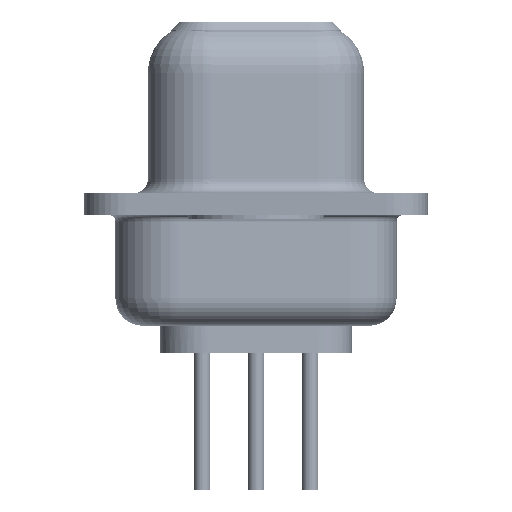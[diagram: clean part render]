
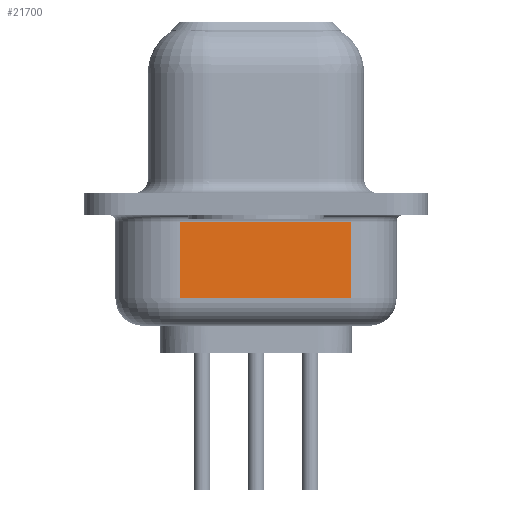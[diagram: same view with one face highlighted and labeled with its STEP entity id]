
A CAD part, left-side view. The second image highlights one B-rep face of the part: STEP entity #21700.
In plain terms, the highlighted planar face has unit normal (-0.985, -0.174, 0).
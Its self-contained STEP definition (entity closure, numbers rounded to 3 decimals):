
#59 = EDGE_CURVE ( 'NONE', #31033, #1063, #30512, .T. ) ;
#175 = LINE ( 'NONE', #19467, #12835 ) ;
#1029 = VECTOR ( 'NONE', #17499, 1000. ) ;
#1063 = VERTEX_POINT ( 'NONE', #18922 ) ;
#1723 = PLANE ( 'NONE',  #1849 ) ;
#1849 = AXIS2_PLACEMENT_3D ( 'NONE', #16603, #26100, #4437 ) ;
#3046 = ORIENTED_EDGE ( 'NONE', *, *, #10885, .T. ) ;
#3692 = VECTOR ( 'NONE', #18630, 1000. ) ;
#3973 = DIRECTION ( 'NONE',  ( -0.174, 0.985, 0. ) ) ;
#4014 = ORIENTED_EDGE ( 'NONE', *, *, #28799, .F. ) ;
#4437 = DIRECTION ( 'NONE',  ( -0.174, 0.985, 0. ) ) ;
#4982 = CARTESIAN_POINT ( 'NONE',  ( 2.84, 2.788, -3.45 ) ) ;
#5771 = CARTESIAN_POINT ( 'NONE',  ( 3.946, -3.482, -3.45 ) ) ;
#6061 = VERTEX_POINT ( 'NONE', #4982 ) ;
#6421 = ORIENTED_EDGE ( 'NONE', *, *, #14381, .T. ) ;
#9788 = EDGE_LOOP ( 'NONE', ( #4014, #3046, #6421, #22469 ) ) ;
#10885 = EDGE_CURVE ( 'NONE', #6061, #15182, #20011, .T. ) ;
#12835 = VECTOR ( 'NONE', #29112, 1000. ) ;
#13704 = CARTESIAN_POINT ( 'NONE',  ( 3.946, -3.482, -4.45 ) ) ;
#14233 = FACE_OUTER_BOUND ( 'NONE', #9788, .T. ) ;
#14381 = EDGE_CURVE ( 'NONE', #15182, #31033, #20657, .T. ) ;
#14887 = CARTESIAN_POINT ( 'NONE',  ( 3.946, -3.482, -0.65 ) ) ;
#15182 = VERTEX_POINT ( 'NONE', #5771 ) ;
#16298 = CARTESIAN_POINT ( 'NONE',  ( 2.84, 2.788, -0.65 ) ) ;
#16603 = CARTESIAN_POINT ( 'NONE',  ( 2.84, 2.788, -4.45 ) ) ;
#17499 = DIRECTION ( 'NONE',  ( 0.174, -0.985, 0. ) ) ;
#18630 = DIRECTION ( 'NONE',  ( 0., 0., 1. ) ) ;
#18922 = CARTESIAN_POINT ( 'NONE',  ( 2.84, 2.788, -0.65 ) ) ;
#19467 = CARTESIAN_POINT ( 'NONE',  ( 2.84, 2.788, -4.45 ) ) ;
#20011 = LINE ( 'NONE', #27281, #1029 ) ;
#20657 = LINE ( 'NONE', #13704, #3692 ) ;
#21700 = ADVANCED_FACE ( 'NONE', ( #14233 ), #1723, .F. ) ;
#22469 = ORIENTED_EDGE ( 'NONE', *, *, #59, .T. ) ;
#25490 = VECTOR ( 'NONE', #3973, 1000. ) ;
#26100 = DIRECTION ( 'NONE',  ( 0.985, 0.174, 0. ) ) ;
#27281 = CARTESIAN_POINT ( 'NONE',  ( 2.84, 2.788, -3.45 ) ) ;
#28799 = EDGE_CURVE ( 'NONE', #6061, #1063, #175, .T. ) ;
#29112 = DIRECTION ( 'NONE',  ( 0., 0., 1. ) ) ;
#30512 = LINE ( 'NONE', #16298, #25490 ) ;
#31033 = VERTEX_POINT ( 'NONE', #14887 ) ;
